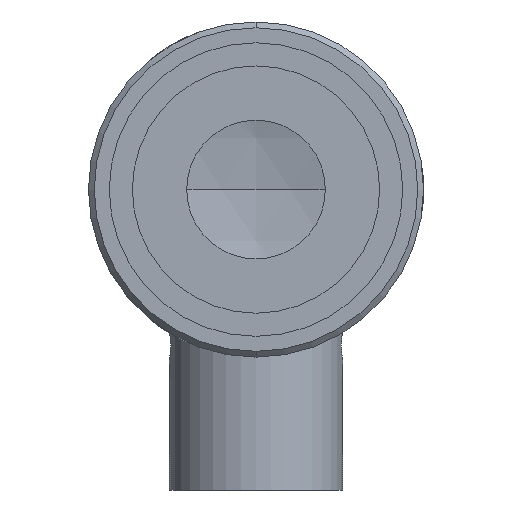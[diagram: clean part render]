
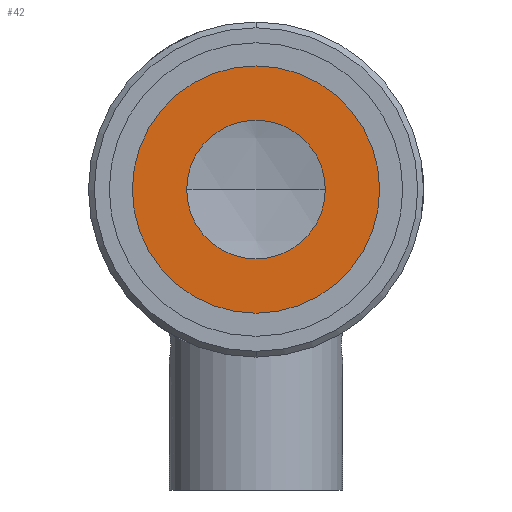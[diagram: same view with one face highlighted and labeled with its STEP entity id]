
A CAD part, front view. The second image highlights one B-rep face of the part: STEP entity #42.
In plain terms, the highlighted planar face has unit normal (0, -1, 0).
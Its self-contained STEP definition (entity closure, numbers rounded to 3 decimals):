
#42 = ADVANCED_FACE ( 'NONE', ( #1918, #2060 ), #2207, .T. ) ;
#168 = VERTEX_POINT ( 'NONE', #639 ) ;
#232 = DIRECTION ( 'NONE',  ( 0., 0., 1. ) ) ;
#247 = DIRECTION ( 'NONE',  ( 0., 1., 0. ) ) ;
#324 = CARTESIAN_POINT ( 'NONE',  ( 3.255, -107.427, 0. ) ) ;
#426 = VERTEX_POINT ( 'NONE', #622 ) ;
#480 = AXIS2_PLACEMENT_3D ( 'NONE', #3247, #3236, #3227 ) ;
#622 = CARTESIAN_POINT ( 'NONE',  ( 3.255, -107.427, 6. ) ) ;
#639 = CARTESIAN_POINT ( 'NONE',  ( 3.255, -107.427, -11.5 ) ) ;
#780 = EDGE_LOOP ( 'NONE', ( #2875, #2063 ) ) ;
#963 = AXIS2_PLACEMENT_3D ( 'NONE', #2261, #2389, #2290 ) ;
#980 = AXIS2_PLACEMENT_3D ( 'NONE', #2065, #2002, #1961 ) ;
#1036 = ORIENTED_EDGE ( 'NONE', *, *, #1980, .T. ) ;
#1210 = CIRCLE ( 'NONE', #980, 11.5 ) ;
#1234 = VERTEX_POINT ( 'NONE', #1394 ) ;
#1394 = CARTESIAN_POINT ( 'NONE',  ( 3.255, -107.427, 11.5 ) ) ;
#1427 = AXIS2_PLACEMENT_3D ( 'NONE', #1457, #1450, #1438 ) ;
#1438 = DIRECTION ( 'NONE',  ( 0., 0., 1. ) ) ;
#1450 = DIRECTION ( 'NONE',  ( 0., 1., 0. ) ) ;
#1457 = CARTESIAN_POINT ( 'NONE',  ( 3.255, -107.427, 0. ) ) ;
#1648 = CIRCLE ( 'NONE', #1427, 6. ) ;
#1653 = EDGE_CURVE ( 'NONE', #168, #1234, #1210, .T. ) ;
#1736 = EDGE_CURVE ( 'NONE', #426, #2880, #1864, .T. ) ;
#1864 = CIRCLE ( 'NONE', #480, 6. ) ;
#1918 = FACE_BOUND ( 'NONE', #1997, .T. ) ;
#1947 = AXIS2_PLACEMENT_3D ( 'NONE', #324, #247, #232 ) ;
#1961 = DIRECTION ( 'NONE',  ( 0., 0., 1. ) ) ;
#1980 = EDGE_CURVE ( 'NONE', #2880, #426, #1648, .T. ) ;
#1997 = EDGE_LOOP ( 'NONE', ( #2929, #1036 ) ) ;
#2002 = DIRECTION ( 'NONE',  ( 0., 1., 0. ) ) ;
#2060 = FACE_OUTER_BOUND ( 'NONE', #780, .T. ) ;
#2063 = ORIENTED_EDGE ( 'NONE', *, *, #1653, .F. ) ;
#2065 = CARTESIAN_POINT ( 'NONE',  ( 3.255, -107.427, 0. ) ) ;
#2207 = PLANE ( 'NONE',  #963 ) ;
#2261 = CARTESIAN_POINT ( 'NONE',  ( -8.245, -107.427, 0. ) ) ;
#2290 = DIRECTION ( 'NONE',  ( 0., 0., -1. ) ) ;
#2389 = DIRECTION ( 'NONE',  ( 0., -1., 0. ) ) ;
#2609 = CARTESIAN_POINT ( 'NONE',  ( 3.255, -107.427, -6. ) ) ;
#2676 = EDGE_CURVE ( 'NONE', #1234, #168, #3177, .T. ) ;
#2875 = ORIENTED_EDGE ( 'NONE', *, *, #2676, .F. ) ;
#2880 = VERTEX_POINT ( 'NONE', #2609 ) ;
#2929 = ORIENTED_EDGE ( 'NONE', *, *, #1736, .T. ) ;
#3177 = CIRCLE ( 'NONE', #1947, 11.5 ) ;
#3227 = DIRECTION ( 'NONE',  ( 0., 0., 1. ) ) ;
#3236 = DIRECTION ( 'NONE',  ( 0., 1., 0. ) ) ;
#3247 = CARTESIAN_POINT ( 'NONE',  ( 3.255, -107.427, 0. ) ) ;
